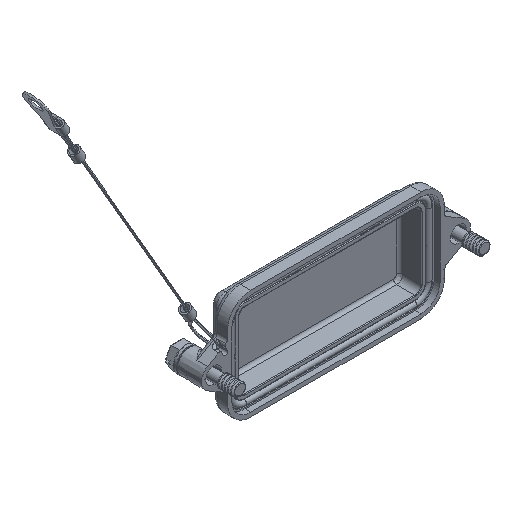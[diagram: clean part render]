
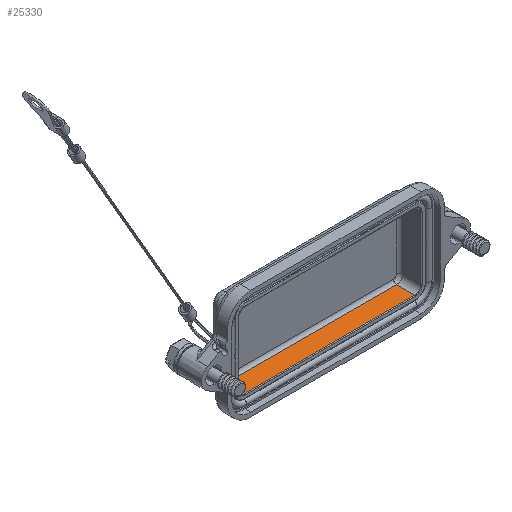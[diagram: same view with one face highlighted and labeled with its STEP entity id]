
A CAD part, isometric view. The second image highlights one B-rep face of the part: STEP entity #25330.
In plain terms, the highlighted planar face has unit normal (0, -0.009, 1).
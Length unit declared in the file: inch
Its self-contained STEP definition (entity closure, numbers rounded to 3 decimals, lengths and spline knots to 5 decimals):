
#11346=DIRECTION('',(1.,0.,0.));
#11347=VECTOR('',#11346,3.1691);
#11348=CARTESIAN_POINT('',(0.96466,0.87785,
-1.88179));
#11349=LINE('',#11348,#11347);
#11497=DIRECTION('',(0.009,1.,0.009));
#11498=VECTOR('',#11497,0.33529);
#11499=CARTESIAN_POINT('',(0.96466,0.87785,
-1.88179));
#11500=LINE('',#11499,#11498);
#11501=DIRECTION('',(0.009,-1.,-0.009));
#11502=VECTOR('',#11501,0.33529);
#11503=CARTESIAN_POINT('',(4.13083,1.21311,
-1.87886));
#11504=LINE('',#11503,#11502);
#11700=DIRECTION('',(-1.,0.,0.));
#11701=VECTOR('',#11700,3.16324);
#11702=CARTESIAN_POINT('',(4.13083,1.21311,
-1.87886));
#11703=LINE('',#11702,#11701);
#12421=CARTESIAN_POINT('',(4.13376,0.87785,
-1.88179));
#12422=VERTEX_POINT('',#12421);
#12423=CARTESIAN_POINT('',(0.96466,0.87785,
-1.88179));
#12424=VERTEX_POINT('',#12423);
#12439=CARTESIAN_POINT('',(4.13083,1.21311,
-1.87886));
#12440=VERTEX_POINT('',#12439);
#12441=CARTESIAN_POINT('',(0.96759,1.21311,
-1.87886));
#12442=VERTEX_POINT('',#12441);
#25317=CARTESIAN_POINT('',(0.74977,0.86614,
-1.88189));
#25318=DIRECTION('',(0.,0.009,-1.));
#25319=DIRECTION('',(-1.,0.,0.));
#25320=AXIS2_PLACEMENT_3D('',#25317,#25318,#25319);
#25321=PLANE('',#25320);
#25322=ORIENTED_EDGE('',*,*,#25163,.F.);
#25324=ORIENTED_EDGE('',*,*,#25323,.T.);
#25326=ORIENTED_EDGE('',*,*,#25325,.F.);
#25327=ORIENTED_EDGE('',*,*,#25309,.T.);
#25328=EDGE_LOOP('',(#25322,#25324,#25326,#25327));
#25329=FACE_OUTER_BOUND('',#25328,.F.);
#25330=ADVANCED_FACE('',(#25329),#25321,.F.);
#25163=EDGE_CURVE('',#12424,#12422,#11349,.T.);
#25309=EDGE_CURVE('',#12440,#12422,#11504,.T.);
#25323=EDGE_CURVE('',#12424,#12442,#11500,.T.);
#25325=EDGE_CURVE('',#12440,#12442,#11703,.T.);
